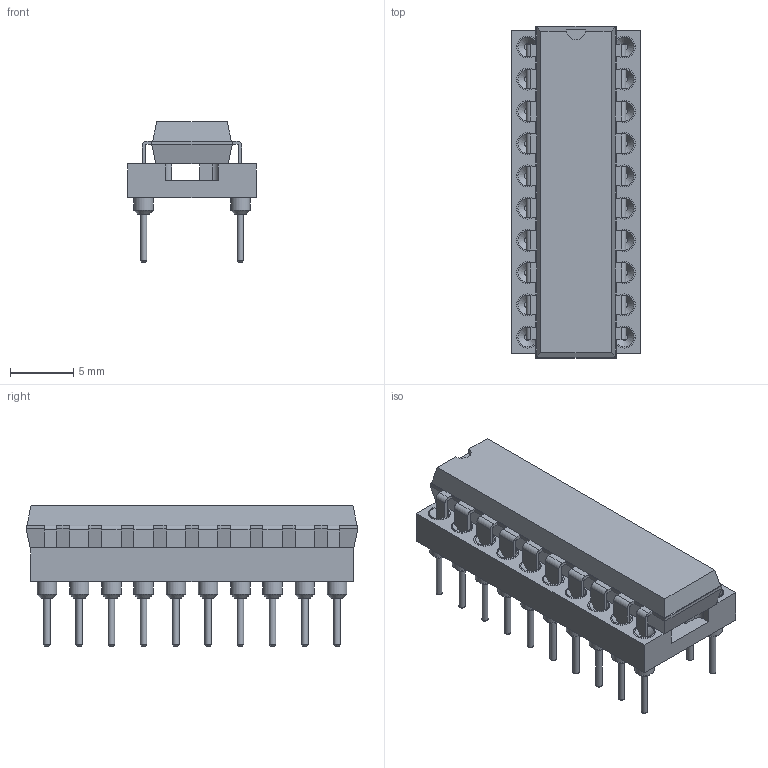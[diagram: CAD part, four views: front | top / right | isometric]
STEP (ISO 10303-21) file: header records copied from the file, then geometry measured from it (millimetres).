
FILE_DESCRIPTION(('FreeCAD Model'),'2;1');
FILE_NAME('Open CASCADE Shape Model','2025-04-20T02:01:06',('Author'),( ''),'Open CASCADE STEP processor 7.7','FreeCAD','Unknown');
FILE_SCHEMA(('AUTOMOTIVE_DESIGN { 1 0 10303 214 1 1 1 1 }'));
Length unit declared in the file: millimetre
Products named in the file (3): Unnamed1; DIP_20_W762mm_Socket; DIP-20_W7.62mm
Assembly tree (2 placements, depth 2):
  Unnamed1
    DIP_20_W762mm_Socket
    DIP-20_W7.62mm
Bounding box: 10.16 x 26.16 x 11.06 mm (x, y, z)
Volume: 1023.2 mm3; surface area: 1758.7 mm2
Topology: 2 solids, 2 shells, 631 faces, 1454 edges, 925 vertices
Faces by surface type: plane 406, cylinder 133, cone 60, bspline 32
Full cylindrical faces by diameter (mm): 0.508 x40, 1.524 x20, 1.724 x20
Entity records: 21709 total; most frequent: CARTESIAN_POINT 3425, DIRECTION 2987, ORIENTED_EDGE 2908, EDGE_CURVE 1454, LINE 1087, VECTOR 1087, AXIS2_PLACEMENT_3D 950, VERTEX_POINT 925
